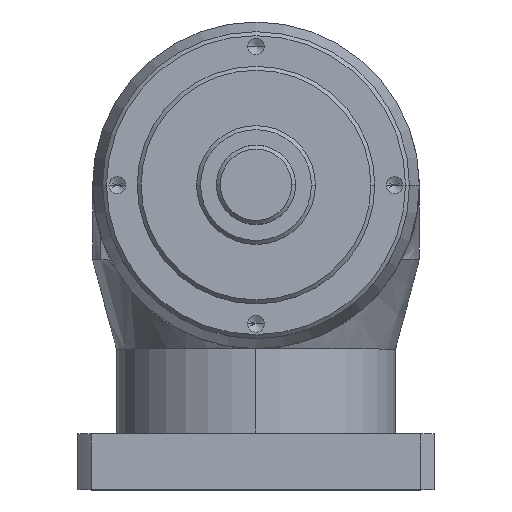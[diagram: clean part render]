
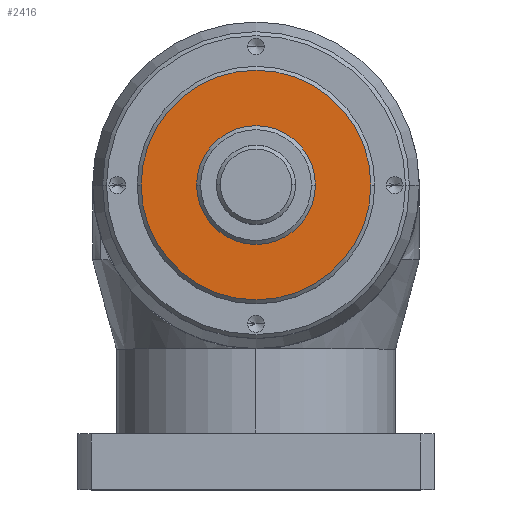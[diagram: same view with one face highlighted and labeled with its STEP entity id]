
A CAD part, top view. The second image highlights one B-rep face of the part: STEP entity #2416.
In plain terms, the highlighted planar face has unit normal (0, 0, 1).
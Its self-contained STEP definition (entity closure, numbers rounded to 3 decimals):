
#42 = ORIENTED_EDGE ( 'NONE', *, *, #1456, .F. ) ;
#43 = ORIENTED_EDGE ( 'NONE', *, *, #2825, .T. ) ;
#122 = FACE_OUTER_BOUND ( 'NONE', #3009, .T. ) ;
#124 = CARTESIAN_POINT ( 'NONE',  ( 0., 0., 130.7 ) ) ;
#195 = DIRECTION ( 'NONE',  ( 0., 0., 1. ) ) ;
#235 = ORIENTED_EDGE ( 'NONE', *, *, #2631, .F. ) ;
#565 = DIRECTION ( 'NONE',  ( 0., 0., 1. ) ) ;
#805 = CARTESIAN_POINT ( 'NONE',  ( 0., 0., 130.7 ) ) ;
#817 = DIRECTION ( 'NONE',  ( 1., 0., 0. ) ) ;
#825 = PLANE ( 'NONE',  #1259 ) ;
#857 = DIRECTION ( 'NONE',  ( 1., 0., 0. ) ) ;
#867 = DIRECTION ( 'NONE',  ( 0., 0., 1. ) ) ;
#893 = CARTESIAN_POINT ( 'NONE',  ( 0., 0., 130.7 ) ) ;
#941 = VERTEX_POINT ( 'NONE', #1323 ) ;
#1244 = VERTEX_POINT ( 'NONE', #1542 ) ;
#1259 = AXIS2_PLACEMENT_3D ( 'NONE', #805, #565, #817 ) ;
#1306 = CARTESIAN_POINT ( 'NONE',  ( 30., 0., 130.7 ) ) ;
#1319 = AXIS2_PLACEMENT_3D ( 'NONE', #124, #195, #1737 ) ;
#1323 = CARTESIAN_POINT ( 'NONE',  ( -58., 0., 130.7 ) ) ;
#1444 = CIRCLE ( 'NONE', #2012, 30. ) ;
#1456 = EDGE_CURVE ( 'NONE', #1244, #2064, #1444, .T. ) ;
#1538 = EDGE_CURVE ( 'NONE', #2269, #941, #1876, .T. ) ;
#1541 = FACE_BOUND ( 'NONE', #1963, .T. ) ;
#1542 = CARTESIAN_POINT ( 'NONE',  ( -30., 0., 130.7 ) ) ;
#1575 = CARTESIAN_POINT ( 'NONE',  ( 0., 0., 130.7 ) ) ;
#1585 = DIRECTION ( 'NONE',  ( 1., 0., 0. ) ) ;
#1737 = DIRECTION ( 'NONE',  ( 1., 0., 0. ) ) ;
#1876 = CIRCLE ( 'NONE', #1925, 58. ) ;
#1920 = CIRCLE ( 'NONE', #1319, 30. ) ;
#1925 = AXIS2_PLACEMENT_3D ( 'NONE', #1575, #2037, #1585 ) ;
#1963 = EDGE_LOOP ( 'NONE', ( #42, #235 ) ) ;
#1985 = CARTESIAN_POINT ( 'NONE',  ( 58., 0., 130.7 ) ) ;
#2012 = AXIS2_PLACEMENT_3D ( 'NONE', #893, #867, #857 ) ;
#2037 = DIRECTION ( 'NONE',  ( 0., 0., 1. ) ) ;
#2064 = VERTEX_POINT ( 'NONE', #1306 ) ;
#2269 = VERTEX_POINT ( 'NONE', #1985 ) ;
#2299 = ORIENTED_EDGE ( 'NONE', *, *, #1538, .T. ) ;
#2380 = CIRCLE ( 'NONE', #2667, 58. ) ;
#2416 = ADVANCED_FACE ( 'NONE', ( #122, #1541 ), #825, .T. ) ;
#2599 = CARTESIAN_POINT ( 'NONE',  ( 0., 0., 130.7 ) ) ;
#2631 = EDGE_CURVE ( 'NONE', #2064, #1244, #1920, .T. ) ;
#2667 = AXIS2_PLACEMENT_3D ( 'NONE', #2599, #2692, #2972 ) ;
#2692 = DIRECTION ( 'NONE',  ( 0., 0., 1. ) ) ;
#2825 = EDGE_CURVE ( 'NONE', #941, #2269, #2380, .T. ) ;
#2972 = DIRECTION ( 'NONE',  ( 1., 0., 0. ) ) ;
#3009 = EDGE_LOOP ( 'NONE', ( #43, #2299 ) ) ;
